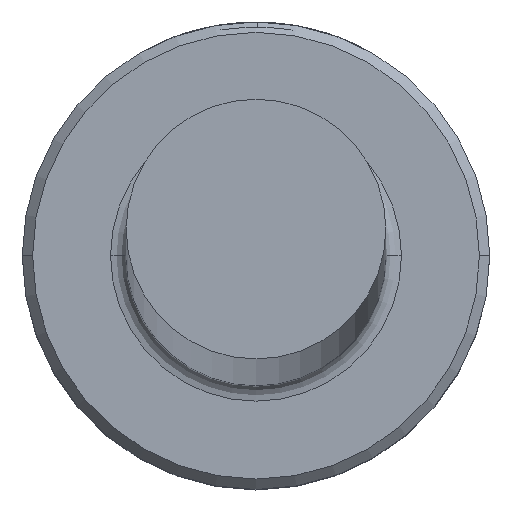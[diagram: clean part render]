
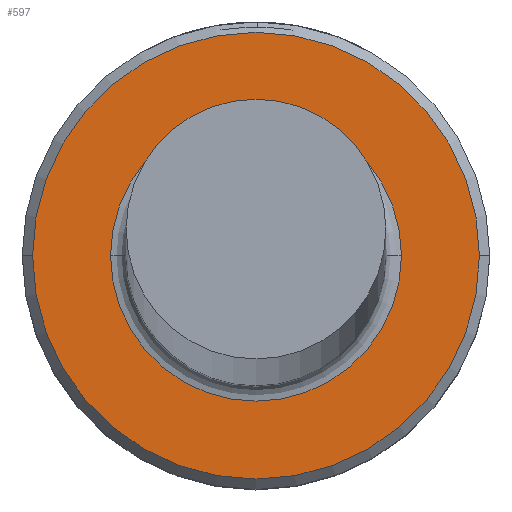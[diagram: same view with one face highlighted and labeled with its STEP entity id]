
A CAD part, top view. The second image highlights one B-rep face of the part: STEP entity #597.
In plain terms, the highlighted planar face has unit normal (0, 0, 1).
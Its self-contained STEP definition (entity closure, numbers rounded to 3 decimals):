
#22 = CIRCLE ( 'NONE', #363, 2.8 ) ;
#24 = ORIENTED_EDGE ( 'NONE', *, *, #791, .T. ) ;
#26 = VERTEX_POINT ( 'NONE', #1092 ) ;
#41 = DIRECTION ( 'NONE',  ( 1., 0., 0. ) ) ;
#49 = DIRECTION ( 'NONE',  ( 0., 0., 1. ) ) ;
#60 = ORIENTED_EDGE ( 'NONE', *, *, #504, .T. ) ;
#70 = DIRECTION ( 'NONE',  ( 0., 0., -1. ) ) ;
#78 = VERTEX_POINT ( 'NONE', #377 ) ;
#111 = AXIS2_PLACEMENT_3D ( 'NONE', #650, #557, #470 ) ;
#164 = CARTESIAN_POINT ( 'NONE',  ( 0., 0., 6. ) ) ;
#190 = PLANE ( 'NONE',  #305 ) ;
#198 = DIRECTION ( 'NONE',  ( 1., 0., 0. ) ) ;
#281 = FACE_OUTER_BOUND ( 'NONE', #568, .T. ) ;
#305 = AXIS2_PLACEMENT_3D ( 'NONE', #1084, #841, #198 ) ;
#363 = AXIS2_PLACEMENT_3D ( 'NONE', #164, #70, #874 ) ;
#364 = ORIENTED_EDGE ( 'NONE', *, *, #555, .T. ) ;
#377 = CARTESIAN_POINT ( 'NONE',  ( -4.3, 0., 6. ) ) ;
#380 = EDGE_LOOP ( 'NONE', ( #24, #458 ) ) ;
#458 = ORIENTED_EDGE ( 'NONE', *, *, #655, .T. ) ;
#464 = CARTESIAN_POINT ( 'NONE',  ( 0., 0., 6. ) ) ;
#470 = DIRECTION ( 'NONE',  ( 1., 0., 0. ) ) ;
#504 = EDGE_CURVE ( 'NONE', #26, #78, #562, .T. ) ;
#520 = CIRCLE ( 'NONE', #111, 4.3 ) ;
#555 = EDGE_CURVE ( 'NONE', #78, #26, #520, .T. ) ;
#556 = DIRECTION ( 'NONE',  ( -1., 0., 0. ) ) ;
#557 = DIRECTION ( 'NONE',  ( 0., 0., 1. ) ) ;
#562 = CIRCLE ( 'NONE', #622, 4.3 ) ;
#568 = EDGE_LOOP ( 'NONE', ( #364, #60 ) ) ;
#597 = ADVANCED_FACE ( 'NONE', ( #281, #1166 ), #190, .T. ) ;
#605 = VERTEX_POINT ( 'NONE', #1005 ) ;
#622 = AXIS2_PLACEMENT_3D ( 'NONE', #946, #49, #41 ) ;
#650 = CARTESIAN_POINT ( 'NONE',  ( 0., 0., 6. ) ) ;
#655 = EDGE_CURVE ( 'NONE', #605, #859, #22, .T. ) ;
#791 = EDGE_CURVE ( 'NONE', #859, #605, #966, .T. ) ;
#841 = DIRECTION ( 'NONE',  ( 0., 0., 1. ) ) ;
#859 = VERTEX_POINT ( 'NONE', #1006 ) ;
#874 = DIRECTION ( 'NONE',  ( -1., 0., 0. ) ) ;
#946 = CARTESIAN_POINT ( 'NONE',  ( 0., 0., 6. ) ) ;
#966 = CIRCLE ( 'NONE', #1080, 2.8 ) ;
#1005 = CARTESIAN_POINT ( 'NONE',  ( 2.8, 0., 6. ) ) ;
#1006 = CARTESIAN_POINT ( 'NONE',  ( -2.8, 0., 6. ) ) ;
#1065 = DIRECTION ( 'NONE',  ( 0., 0., -1. ) ) ;
#1080 = AXIS2_PLACEMENT_3D ( 'NONE', #464, #1065, #556 ) ;
#1084 = CARTESIAN_POINT ( 'NONE',  ( 0., 0., 6. ) ) ;
#1092 = CARTESIAN_POINT ( 'NONE',  ( 4.3, 0., 6. ) ) ;
#1166 = FACE_BOUND ( 'NONE', #380, .T. ) ;
